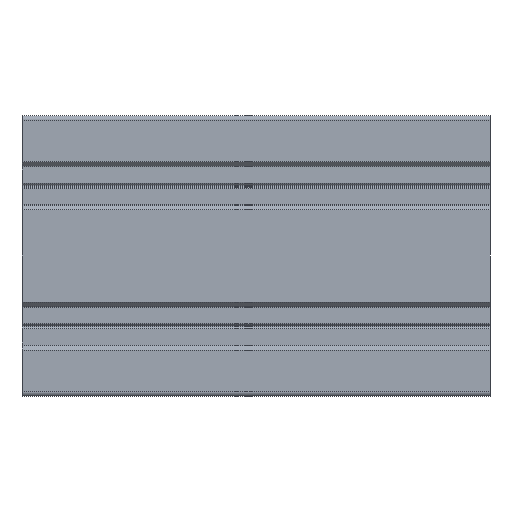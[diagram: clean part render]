
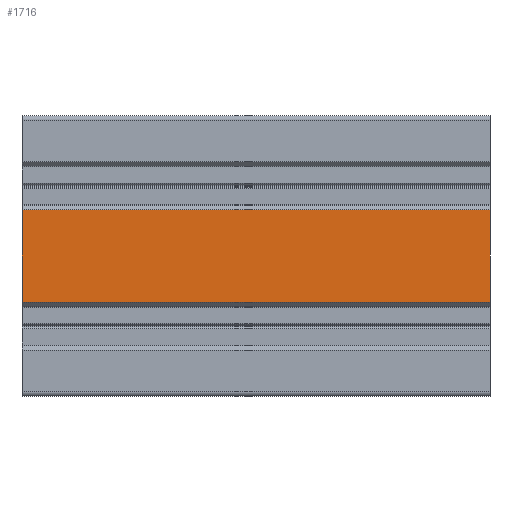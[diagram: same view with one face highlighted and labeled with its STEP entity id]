
A CAD part, front view. The second image highlights one B-rep face of the part: STEP entity #1716.
In plain terms, the highlighted planar face has unit normal (0, -1, 0).
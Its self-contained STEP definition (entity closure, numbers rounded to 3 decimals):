
#407 = VECTOR ( 'NONE', #7015, 1000. ) ;
#461 = DIRECTION ( 'NONE',  ( 0., 0., -1. ) ) ;
#514 = VERTEX_POINT ( 'NONE', #2613 ) ;
#582 = DIRECTION ( 'NONE',  ( 0., 0., 1. ) ) ;
#1110 = CARTESIAN_POINT ( 'NONE',  ( -40.816, 39.898, -5.15 ) ) ;
#1175 = CARTESIAN_POINT ( 'NONE',  ( 59.184, 39.898, -24.85 ) ) ;
#1232 = DIRECTION ( 'NONE',  ( 0., 1., 0. ) ) ;
#1365 = EDGE_CURVE ( 'NONE', #514, #5795, #3236, .T. ) ;
#1432 = VECTOR ( 'NONE', #1701, 1000. ) ;
#1468 = ORIENTED_EDGE ( 'NONE', *, *, #8584, .F. ) ;
#1572 = VECTOR ( 'NONE', #461, 1000. ) ;
#1701 = DIRECTION ( 'NONE',  ( -1., 0., 0. ) ) ;
#1716 = ADVANCED_FACE ( 'NONE', ( #4263 ), #7250, .F. ) ;
#1722 = VERTEX_POINT ( 'NONE', #6023 ) ;
#2218 = EDGE_CURVE ( 'NONE', #7332, #1722, #6649, .T. ) ;
#2353 = AXIS2_PLACEMENT_3D ( 'NONE', #4631, #1232, #582 ) ;
#2498 = ORIENTED_EDGE ( 'NONE', *, *, #8718, .T. ) ;
#2613 = CARTESIAN_POINT ( 'NONE',  ( 59.184, 39.898, -5.15 ) ) ;
#3236 = LINE ( 'NONE', #6625, #1432 ) ;
#3504 = ORIENTED_EDGE ( 'NONE', *, *, #2218, .F. ) ;
#3515 = EDGE_LOOP ( 'NONE', ( #2498, #3504, #1468, #4283 ) ) ;
#3738 = CARTESIAN_POINT ( 'NONE',  ( 59.184, 39.898, -24.85 ) ) ;
#4263 = FACE_OUTER_BOUND ( 'NONE', #3515, .T. ) ;
#4283 = ORIENTED_EDGE ( 'NONE', *, *, #1365, .T. ) ;
#4631 = CARTESIAN_POINT ( 'NONE',  ( 59.184, 39.898, -5.15 ) ) ;
#4951 = LINE ( 'NONE', #1110, #1572 ) ;
#5795 = VERTEX_POINT ( 'NONE', #6966 ) ;
#6023 = CARTESIAN_POINT ( 'NONE',  ( -40.816, 39.898, -24.85 ) ) ;
#6319 = LINE ( 'NONE', #6334, #407 ) ;
#6334 = CARTESIAN_POINT ( 'NONE',  ( 59.184, 39.898, -5.15 ) ) ;
#6607 = DIRECTION ( 'NONE',  ( -1., 0., 0. ) ) ;
#6625 = CARTESIAN_POINT ( 'NONE',  ( 59.184, 39.898, -5.15 ) ) ;
#6649 = LINE ( 'NONE', #1175, #7380 ) ;
#6966 = CARTESIAN_POINT ( 'NONE',  ( -40.816, 39.898, -5.15 ) ) ;
#7015 = DIRECTION ( 'NONE',  ( 0., 0., -1. ) ) ;
#7250 = PLANE ( 'NONE',  #2353 ) ;
#7332 = VERTEX_POINT ( 'NONE', #3738 ) ;
#7380 = VECTOR ( 'NONE', #6607, 1000. ) ;
#8584 = EDGE_CURVE ( 'NONE', #514, #7332, #6319, .T. ) ;
#8718 = EDGE_CURVE ( 'NONE', #5795, #1722, #4951, .T. ) ;
